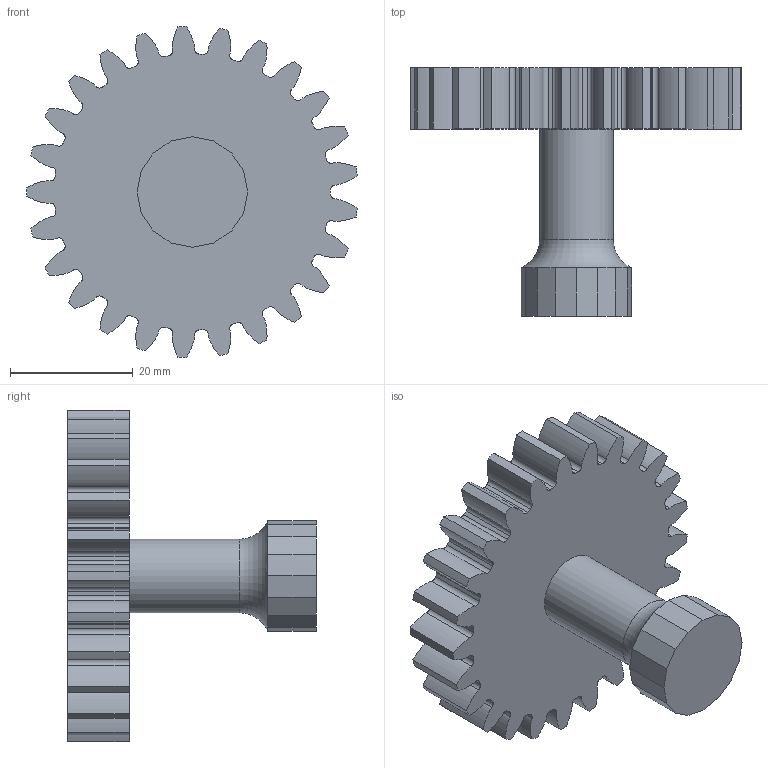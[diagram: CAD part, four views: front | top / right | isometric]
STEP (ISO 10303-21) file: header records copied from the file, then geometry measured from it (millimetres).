
FILE_DESCRIPTION(/* description */ ('STEP AP242','CAx-IF Rec.Pracs.---Representation and Presentation of Product Manufacturing Information (PMI)---4.0---2014-10-13','CAx-IF Rec.Pracs.---3D Tessellated Geometry---0.4---2014-09-14','2;1'),/* implementation_level */ '2;1');
FILE_NAME(/* name */ '677abd44cbf49753980b0dc5',/* time_stamp */ '2025-01-05T17:11:32Z',/* author */ (''),/* organization */ (''),/* preprocessor_version */ 'ST-DEVELOPER v20',/* originating_system */ 'ONSHAPE BY PTC INC, 1.191',/* authorisation */ ' ');
FILE_SCHEMA (('AP242_MANAGED_MODEL_BASED_3D_ENGINEERING_MIM_LF { 1 0 10303 442 1 1 4 }'));
Length unit declared in the file: metre
Products named in the file (1): Spur gear (25 teeth)
Bounding box: 53.87 x 40.5 x 53.96 mm (x, y, z)
Volume: 23569.1 mm3; surface area: 8779.6 mm2
Topology: 1 solids, 1 shells, 176 faces, 515 edges, 343 vertices
Faces by surface type: cylinder 103, bspline 52, plane 20, torus 1
Full cylindrical faces by diameter (mm): 12 x1
Entity records: 10277 total; most frequent: CARTESIAN_POINT 5793, ORIENTED_EDGE 1026, DIRECTION 844, EDGE_CURVE 513, VERTEX_POINT 343, AXIS2_PLACEMENT_3D 331, CIRCLE 206, LINE 182
